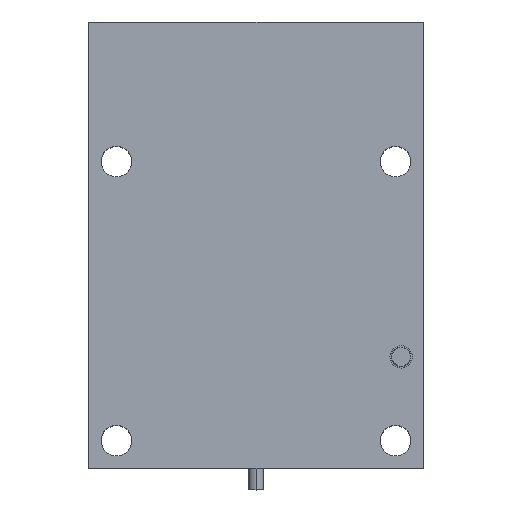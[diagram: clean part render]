
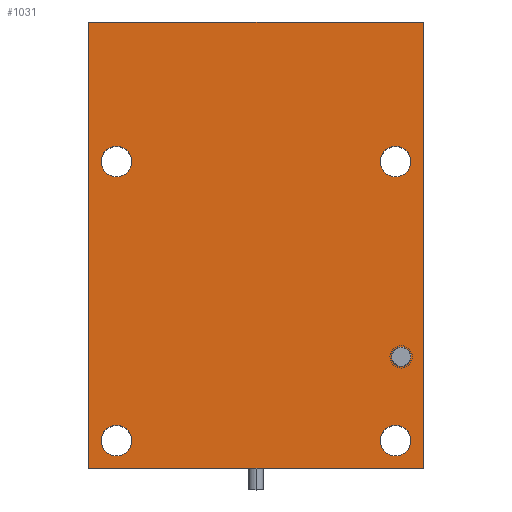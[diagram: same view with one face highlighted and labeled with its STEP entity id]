
A CAD part, top view. The second image highlights one B-rep face of the part: STEP entity #1031.
In plain terms, the highlighted face is planar.
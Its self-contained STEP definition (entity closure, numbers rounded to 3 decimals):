
#1031=ADVANCED_FACE('0:663',(#2150,#2151,#2152,#2153,#2154,#2155),#2156,.F.);
#2150=FACE_BOUND('',#3747,.T.);
#2151=FACE_BOUND('',#3748,.T.);
#2152=FACE_BOUND('',#3749,.T.);
#2153=FACE_OUTER_BOUND('',#3750,.T.);
#2154=FACE_BOUND('',#3751,.T.);
#2155=FACE_BOUND('',#3752,.T.);
#2156=PLANE('',#3753);
#3747=EDGE_LOOP('',(#7299,#7300));
#3748=EDGE_LOOP('',(#7301,#7302));
#3749=EDGE_LOOP('',(#7303,#7304));
#3750=EDGE_LOOP('',(#7305,#7306,#7307,#7308));
#3751=EDGE_LOOP('',(#7309,#7310));
#3752=EDGE_LOOP('',(#7311,#7312));
#3753=AXIS2_PLACEMENT_3D('',#7313,#7314,#7315);
#7299=ORIENTED_EDGE('',*,*,#10917,.T.);
#7300=ORIENTED_EDGE('',*,*,#10918,.T.);
#7301=ORIENTED_EDGE('',*,*,#10919,.F.);
#7302=ORIENTED_EDGE('',*,*,#10729,.F.);
#7303=ORIENTED_EDGE('',*,*,#10920,.F.);
#7304=ORIENTED_EDGE('',*,*,#10921,.F.);
#7305=ORIENTED_EDGE('',*,*,#10899,.T.);
#7306=ORIENTED_EDGE('',*,*,#10922,.T.);
#7307=ORIENTED_EDGE('',*,*,#10923,.T.);
#7308=ORIENTED_EDGE('',*,*,#10924,.T.);
#7309=ORIENTED_EDGE('',*,*,#10925,.F.);
#7310=ORIENTED_EDGE('',*,*,#10926,.F.);
#7311=ORIENTED_EDGE('',*,*,#10927,.F.);
#7312=ORIENTED_EDGE('',*,*,#10928,.F.);
#7313=CARTESIAN_POINT('',(0.,0.,0.));
#7314=DIRECTION('',(0.,0.,1.0));
#7315=DIRECTION('',(1.0,0.,0.));
#10729=EDGE_CURVE('',#12301,#12297,#12303,.F.);
#10899=EDGE_CURVE('0:699',#12601,#12599,#12602,.T.);
#10917=EDGE_CURVE('5:601',#12631,#12632,#12633,.T.);
#10918=EDGE_CURVE('',#12632,#12631,#12634,.T.);
#10919=EDGE_CURVE('0:1292',#12297,#12301,#12635,.F.);
#10920=EDGE_CURVE('0:1040',#12636,#12637,#12638,.F.);
#10921=EDGE_CURVE('',#12637,#12636,#12639,.F.);
#10922=EDGE_CURVE('0:672',#12599,#12640,#12641,.T.);
#10923=EDGE_CURVE('0:684',#12640,#12642,#12643,.T.);
#10924=EDGE_CURVE('0:693',#12642,#12601,#12644,.T.);
#10925=EDGE_CURVE('0:911',#12645,#12646,#12647,.F.);
#10926=EDGE_CURVE('',#12646,#12645,#12648,.F.);
#10927=EDGE_CURVE('0:1169',#12649,#12650,#12651,.F.);
#10928=EDGE_CURVE('',#12650,#12649,#12652,.F.);
#12297=VERTEX_POINT('',#14605);
#12301=VERTEX_POINT('',#14610);
#12303=CIRCLE('',#14613,5.5);
#12599=VERTEX_POINT('',#15120);
#12601=VERTEX_POINT('',#15123);
#12602=LINE('',#15124,#15125);
#12631=VERTEX_POINT('',#15159);
#12632=VERTEX_POINT('',#15160);
#12633=CIRCLE('',#15161,3.5);
#12634=CIRCLE('',#15162,3.5);
#12635=CIRCLE('',#15163,5.5);
#12636=VERTEX_POINT('',#15164);
#12637=VERTEX_POINT('',#15165);
#12638=CIRCLE('',#15166,5.5);
#12639=CIRCLE('',#15167,5.5);
#12640=VERTEX_POINT('',#15168);
#12641=LINE('',#15169,#15170);
#12642=VERTEX_POINT('',#15171);
#12643=LINE('',#15172,#15173);
#12644=LINE('',#15174,#15175);
#12645=VERTEX_POINT('',#15176);
#12646=VERTEX_POINT('',#15177);
#12647=CIRCLE('',#15178,5.5);
#12648=CIRCLE('',#15179,5.5);
#12649=VERTEX_POINT('',#15180);
#12650=VERTEX_POINT('',#15181);
#12651=CIRCLE('',#15182,5.5);
#12652=CIRCLE('',#15183,5.5);
#14605=CARTESIAN_POINT('',(-10.5,-131.,0.));
#14610=CARTESIAN_POINT('',(0.5,-131.,0.));
#14613=AXIS2_PLACEMENT_3D('',#19253,#19254,#19255);
#15120=CARTESIAN_POINT('',(105.0,-141.,0.));
#15123=CARTESIAN_POINT('',(105.0,19.,0.));
#15124=CARTESIAN_POINT('',(105.0,19.,0.));
#15125=VECTOR('',#19487,1.0);
#15159=CARTESIAN_POINT('',(-3.5,-101.,0.));
#15160=CARTESIAN_POINT('',(-10.5,-101.,0.));
#15161=AXIS2_PLACEMENT_3D('',#19517,#19518,#19519);
#15162=AXIS2_PLACEMENT_3D('',#19520,#19521,#19522);
#15163=AXIS2_PLACEMENT_3D('',#19523,#19524,#19525);
#15164=CARTESIAN_POINT('',(89.5,-31.,0.));
#15165=CARTESIAN_POINT('',(100.5,-31.,0.));
#15166=AXIS2_PLACEMENT_3D('',#19526,#19527,#19528);
#15167=AXIS2_PLACEMENT_3D('',#19529,#19530,#19531);
#15168=CARTESIAN_POINT('',(-15.,-141.,0.));
#15169=CARTESIAN_POINT('',(105.0,-141.,0.));
#15170=VECTOR('',#19532,1.0);
#15171=CARTESIAN_POINT('',(-15.,19.,0.));
#15172=CARTESIAN_POINT('',(-15.,-141.,0.));
#15173=VECTOR('',#19533,1.0);
#15174=CARTESIAN_POINT('',(-15.,19.,0.));
#15175=VECTOR('',#19534,1.0);
#15176=CARTESIAN_POINT('',(-10.5,-31.,0.));
#15177=CARTESIAN_POINT('',(0.5,-31.,0.));
#15178=AXIS2_PLACEMENT_3D('',#19535,#19536,#19537);
#15179=AXIS2_PLACEMENT_3D('',#19538,#19539,#19540);
#15180=CARTESIAN_POINT('',(89.5,-131.,0.));
#15181=CARTESIAN_POINT('',(100.5,-131.,0.));
#15182=AXIS2_PLACEMENT_3D('',#19541,#19542,#19543);
#15183=AXIS2_PLACEMENT_3D('',#19544,#19545,#19546);
#19253=CARTESIAN_POINT('',(-5.,-131.,0.));
#19254=DIRECTION('',(0.,0.,1.0));
#19255=DIRECTION('',(1.0,0.,0.));
#19487=DIRECTION('',(0.,-1.0,0.));
#19517=CARTESIAN_POINT('',(-7.,-101.,0.));
#19518=DIRECTION('',(0.,0.,1.0));
#19519=DIRECTION('',(-1.0,0.,0.));
#19520=CARTESIAN_POINT('',(-7.,-101.,0.));
#19521=DIRECTION('',(0.,0.,1.0));
#19522=DIRECTION('',(-1.0,0.,0.));
#19523=CARTESIAN_POINT('',(-5.,-131.,0.));
#19524=DIRECTION('',(0.,0.,1.0));
#19525=DIRECTION('',(1.0,0.,0.));
#19526=CARTESIAN_POINT('',(95.,-31.,0.));
#19527=DIRECTION('',(0.,0.,1.0));
#19528=DIRECTION('',(1.0,0.,0.));
#19529=CARTESIAN_POINT('',(95.,-31.,0.));
#19530=DIRECTION('',(0.,0.,1.0));
#19531=DIRECTION('',(1.0,0.,0.));
#19532=DIRECTION('',(-1.0,0.,0.));
#19533=DIRECTION('',(0.,1.0,0.));
#19534=DIRECTION('',(1.0,0.,0.));
#19535=CARTESIAN_POINT('',(-5.,-31.,0.));
#19536=DIRECTION('',(0.,0.,1.0));
#19537=DIRECTION('',(1.0,0.,0.));
#19538=CARTESIAN_POINT('',(-5.,-31.,0.));
#19539=DIRECTION('',(0.,0.,1.0));
#19540=DIRECTION('',(1.0,0.,0.));
#19541=CARTESIAN_POINT('',(95.,-131.,0.));
#19542=DIRECTION('',(0.,0.,1.0));
#19543=DIRECTION('',(1.0,0.,0.));
#19544=CARTESIAN_POINT('',(95.,-131.,0.));
#19545=DIRECTION('',(0.,0.,1.0));
#19546=DIRECTION('',(1.0,0.,0.));
